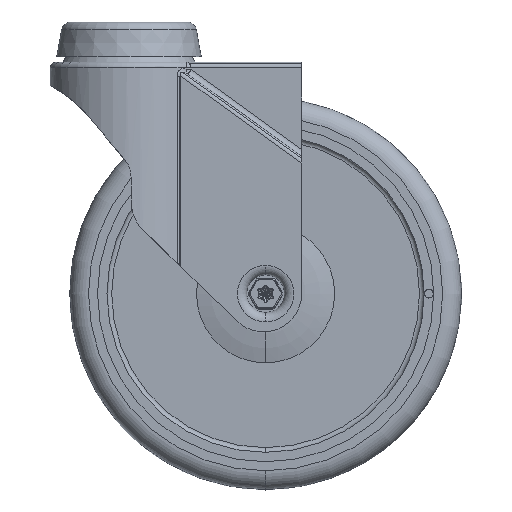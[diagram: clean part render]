
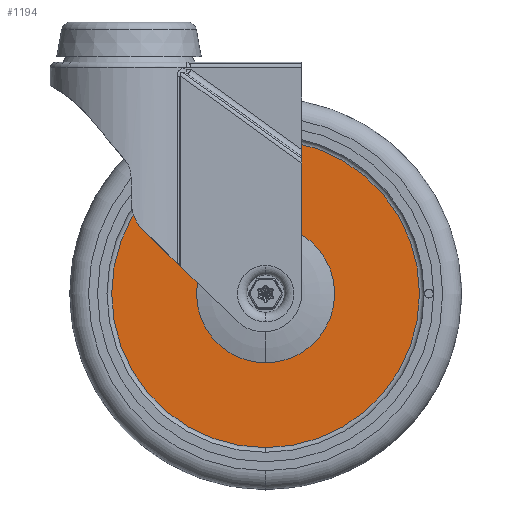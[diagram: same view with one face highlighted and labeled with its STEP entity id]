
A CAD part, front view. The second image highlights one B-rep face of the part: STEP entity #1194.
In plain terms, the highlighted planar face has unit normal (0, -1, 0).
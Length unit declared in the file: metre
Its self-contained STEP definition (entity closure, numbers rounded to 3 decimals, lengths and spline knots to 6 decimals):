
#1194=ADVANCED_FACE('',(#1861,#1862),#1863,.T.);
#1861=FACE_OUTER_BOUND('',#6747,.T.);
#1862=FACE_BOUND('',#6748,.T.);
#1863=PLANE('',#6749);
#6747=EDGE_LOOP('',(#15860,#15861));
#6748=EDGE_LOOP('',(#15862,#15863));
#6749=AXIS2_PLACEMENT_3D('',#15864,#15865,#15866);
#15860=ORIENTED_EDGE('',*,*,#17892,.F.);
#15861=ORIENTED_EDGE('',*,*,#17832,.F.);
#15862=ORIENTED_EDGE('',*,*,#17837,.T.);
#15863=ORIENTED_EDGE('',*,*,#17891,.T.);
#15864=CARTESIAN_POINT('',(0.0,-0.002,0.0355));
#15865=DIRECTION('',(0.0,-1.0,0.));
#15866=DIRECTION('',(0.0,0.,-1.0));
#17832=EDGE_CURVE('',#19059,#19061,#19062,.T.);
#17837=EDGE_CURVE('',#19065,#19069,#19071,.T.);
#17891=EDGE_CURVE('',#19069,#19065,#19155,.T.);
#17892=EDGE_CURVE('',#19061,#19059,#19156,.T.);
#19059=VERTEX_POINT('',#22549);
#19061=VERTEX_POINT('',#22551);
#19062=CIRCLE('',#22552,0.049);
#19065=VERTEX_POINT('',#22555);
#19069=VERTEX_POINT('',#22559);
#19071=CIRCLE('',#22561,0.022);
#19155=CIRCLE('',#22659,0.022);
#19156=CIRCLE('',#22660,0.049);
#22549=CARTESIAN_POINT('',(0.,-0.002,-0.049));
#22551=CARTESIAN_POINT('',(0.0,-0.002,0.049));
#22552=AXIS2_PLACEMENT_3D('',#33453,#33454,#33455);
#22555=CARTESIAN_POINT('',(0.0,-0.002,0.022));
#22559=CARTESIAN_POINT('',(0.,-0.002,-0.022));
#22561=AXIS2_PLACEMENT_3D('',#33468,#33469,#33470);
#22659=AXIS2_PLACEMENT_3D('',#33602,#33603,#33604);
#22660=AXIS2_PLACEMENT_3D('',#33605,#33606,#33607);
#33453=CARTESIAN_POINT('',(0.0,-0.002,0.0));
#33454=DIRECTION('',(0.0,1.0,0.0));
#33455=DIRECTION('',(0.0,0.0,1.0));
#33468=CARTESIAN_POINT('',(0.0,-0.002,0.0));
#33469=DIRECTION('',(0.0,1.0,0.0));
#33470=DIRECTION('',(0.0,0.0,1.0));
#33602=CARTESIAN_POINT('',(0.0,-0.002,0.0));
#33603=DIRECTION('',(0.0,1.0,0.0));
#33604=DIRECTION('',(0.0,0.0,1.0));
#33605=CARTESIAN_POINT('',(0.0,-0.002,0.0));
#33606=DIRECTION('',(0.0,1.0,0.0));
#33607=DIRECTION('',(0.0,0.0,1.0));
